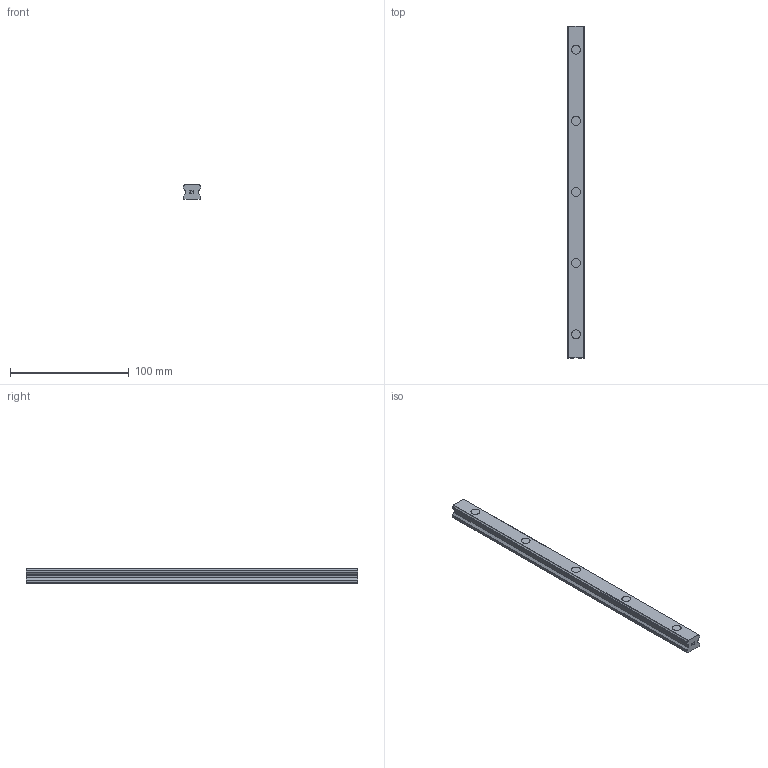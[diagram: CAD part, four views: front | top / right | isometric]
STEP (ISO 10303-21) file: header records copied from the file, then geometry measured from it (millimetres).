
FILE_DESCRIPTION(('STEP AP214'),'1');
FILE_NAME('cctmp_36AFC744-1AAB-4D4F-A822-AB166C9EFA75_2021_02_02_13_25_47_0145..stp','2021-02-02T12:25:47',('HIWIN GmbH'),('CADClick - www.CADClick.com'),'Spatial InterOp 3D',' ','unknown authorization');
FILE_SCHEMA(('AUTOMOTIVE_DESIGN'));
Length unit declared in the file: millimetre
Products named in the file (1): EGR15U280C_FILE
Bounding box: 15 x 280 x 12.5 mm (x, y, z)
Volume: 44497 mm3; surface area: 17438.3 mm2
Topology: 1 solids, 1 shells, 153 faces, 411 edges, 274 vertices
Faces by surface type: plane 105, cylinder 48
Entity records: 6049 total; most frequent: CARTESIAN_POINT 839, DIRECTION 835, ORIENTED_EDGE 822, EDGE_CURVE 411, LINE 295, VECTOR 295, VERTEX_POINT 274, AXIS2_PLACEMENT_3D 270
